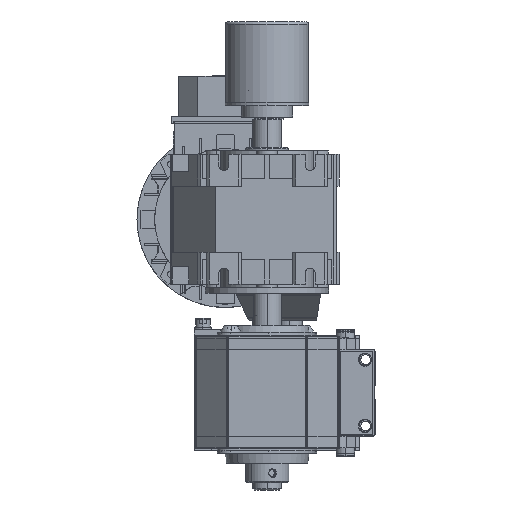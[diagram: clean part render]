
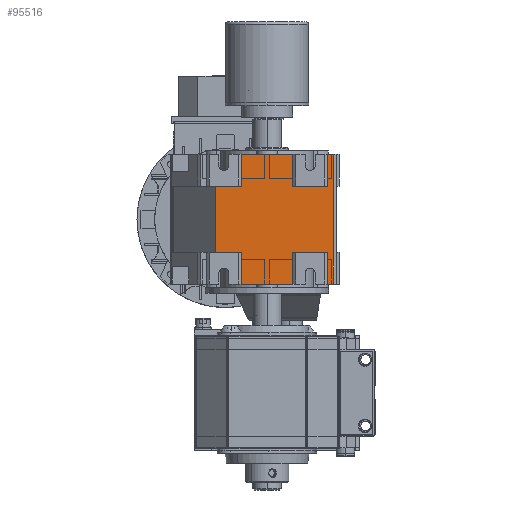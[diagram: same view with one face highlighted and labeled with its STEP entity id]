
A CAD part, left-side view. The second image highlights one B-rep face of the part: STEP entity #95516.
In plain terms, the highlighted planar face has unit normal (-1, 0, 0).
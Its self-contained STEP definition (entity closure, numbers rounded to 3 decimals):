
#415 = EDGE_LOOP ( 'NONE', ( #27676, #27109, #27412, #27599, #27715, #26924, #26911, #27134, #27595, #27447, #27124, #27264, #27429, #27017, #27503, #26895 ) ) ;
#519 = EDGE_CURVE ( 'NONE', #19270, #19265, #19999, .T. ) ;
#592 = EDGE_CURVE ( 'NONE', #19265, #19303, #20113, .T. ) ;
#3401 = EDGE_CURVE ( 'NONE', #19258, #19268, #49645, .T. ) ;
#3416 = EDGE_CURVE ( 'NONE', #19477, #87815, #49697, .T. ) ;
#3462 = EDGE_CURVE ( 'NONE', #19452, #19247, #53328, .T. ) ;
#3467 = EDGE_CURVE ( 'NONE', #19430, #19477, #53344, .T. ) ;
#3468 = EDGE_CURVE ( 'NONE', #19430, #19031, #53348, .T. ) ;
#3469 = EDGE_CURVE ( 'NONE', #19452, #19031, #53352, .T. ) ;
#3477 = EDGE_CURVE ( 'NONE', #19268, #19293, #53389, .T. ) ;
#3489 = EDGE_CURVE ( 'NONE', #19247, #19270, #53452, .T. ) ;
#3504 = EDGE_CURVE ( 'NONE', #19281, #19256, #53533, .T. ) ;
#3522 = EDGE_CURVE ( 'NONE', #19293, #87815, #53635, .T. ) ;
#3535 = EDGE_CURVE ( 'NONE', #19303, #19263, #53701, .T. ) ;
#3553 = EDGE_CURVE ( 'NONE', #19263, #19257, #53800, .T. ) ;
#3555 = EDGE_CURVE ( 'NONE', #19257, #19281, #53812, .T. ) ;
#3558 = EDGE_CURVE ( 'NONE', #19256, #19258, #53776, .T. ) ;
#19031 = VERTEX_POINT ( 'NONE', #63424 ) ;
#19247 = VERTEX_POINT ( 'NONE', #63738 ) ;
#19256 = VERTEX_POINT ( 'NONE', #63752 ) ;
#19257 = VERTEX_POINT ( 'NONE', #63754 ) ;
#19258 = VERTEX_POINT ( 'NONE', #63756 ) ;
#19263 = VERTEX_POINT ( 'NONE', #63762 ) ;
#19265 = VERTEX_POINT ( 'NONE', #63764 ) ;
#19268 = VERTEX_POINT ( 'NONE', #63767 ) ;
#19270 = VERTEX_POINT ( 'NONE', #63771 ) ;
#19281 = VERTEX_POINT ( 'NONE', #63782 ) ;
#19293 = VERTEX_POINT ( 'NONE', #63793 ) ;
#19303 = VERTEX_POINT ( 'NONE', #63803 ) ;
#19430 = VERTEX_POINT ( 'NONE', #63921 ) ;
#19452 = VERTEX_POINT ( 'NONE', #63942 ) ;
#19477 = VERTEX_POINT ( 'NONE', #63966 ) ;
#19999 = LINE ( 'NONE', #47940, #20008 ) ;
#20008 = VECTOR ( 'NONE', #47362, 1000. ) ;
#20113 = LINE ( 'NONE', #47710, #20122 ) ;
#20122 = VECTOR ( 'NONE', #47318, 1000. ) ;
#26895 = ORIENTED_EDGE ( 'NONE', *, *, #3522, .T. ) ;
#26911 = ORIENTED_EDGE ( 'NONE', *, *, #519, .T. ) ;
#26924 = ORIENTED_EDGE ( 'NONE', *, *, #3489, .T. ) ;
#27017 = ORIENTED_EDGE ( 'NONE', *, *, #3401, .T. ) ;
#27109 = ORIENTED_EDGE ( 'NONE', *, *, #3467, .F. ) ;
#27124 = ORIENTED_EDGE ( 'NONE', *, *, #3555, .T. ) ;
#27134 = ORIENTED_EDGE ( 'NONE', *, *, #592, .T. ) ;
#27264 = ORIENTED_EDGE ( 'NONE', *, *, #3504, .T. ) ;
#27412 = ORIENTED_EDGE ( 'NONE', *, *, #3468, .T. ) ;
#27429 = ORIENTED_EDGE ( 'NONE', *, *, #3558, .T. ) ;
#27447 = ORIENTED_EDGE ( 'NONE', *, *, #3553, .T. ) ;
#27503 = ORIENTED_EDGE ( 'NONE', *, *, #3477, .T. ) ;
#27595 = ORIENTED_EDGE ( 'NONE', *, *, #3535, .T. ) ;
#27599 = ORIENTED_EDGE ( 'NONE', *, *, #3469, .F. ) ;
#27676 = ORIENTED_EDGE ( 'NONE', *, *, #3416, .F. ) ;
#27715 = ORIENTED_EDGE ( 'NONE', *, *, #3462, .T. ) ;
#47318 = DIRECTION ( 'NONE',  ( 0., 0., -1. ) ) ;
#47362 = DIRECTION ( 'NONE',  ( 0., -1., 0. ) ) ;
#47710 = CARTESIAN_POINT ( 'NONE',  ( -48., 23., 42. ) ) ;
#47940 = CARTESIAN_POINT ( 'NONE',  ( -48., 45., -18. ) ) ;
#49645 = LINE ( 'NONE', #52433, #49649 ) ;
#49649 = VECTOR ( 'NONE', #52436, 1000. ) ;
#49697 = LINE ( 'NONE', #52502, #49703 ) ;
#49703 = VECTOR ( 'NONE', #52506, 1000. ) ;
#52433 = CARTESIAN_POINT ( 'NONE',  ( -48., -23., 42. ) ) ;
#52436 = DIRECTION ( 'NONE',  ( 0., 0., 1. ) ) ;
#52502 = CARTESIAN_POINT ( 'NONE',  ( -48., 45., 18. ) ) ;
#52506 = DIRECTION ( 'NONE',  ( 0., -1., 0. ) ) ;
#52716 = CARTESIAN_POINT ( 'NONE',  ( -48., 45., 18. ) ) ;
#52718 = DIRECTION ( 'NONE',  ( 0., 1., 0. ) ) ;
#52757 = CARTESIAN_POINT ( 'NONE',  ( -48., -23., -1. ) ) ;
#52760 = DIRECTION ( 'NONE',  ( 0., 0., -1. ) ) ;
#52761 = CARTESIAN_POINT ( 'NONE',  ( -48., 23., 35.987 ) ) ;
#52764 = DIRECTION ( 'NONE',  ( 0., 1., 0. ) ) ;
#52766 = CARTESIAN_POINT ( 'NONE',  ( -48., 23., -1. ) ) ;
#52769 = DIRECTION ( 'NONE',  ( 0., 0., 1. ) ) ;
#52800 = CARTESIAN_POINT ( 'NONE',  ( -48., 45., -18. ) ) ;
#52803 = DIRECTION ( 'NONE',  ( 0., -1., 0. ) ) ;
#52863 = CARTESIAN_POINT ( 'NONE',  ( -48., 45., 42. ) ) ;
#52866 = DIRECTION ( 'NONE',  ( 0., 0., -1. ) ) ;
#52940 = CARTESIAN_POINT ( 'NONE',  ( -48., -45., 42. ) ) ;
#52942 = DIRECTION ( 'NONE',  ( 0., 0., 1. ) ) ;
#53027 = CARTESIAN_POINT ( 'NONE',  ( -48., -45., 42. ) ) ;
#53030 = DIRECTION ( 'NONE',  ( 0., 0., 1. ) ) ;
#53098 = CARTESIAN_POINT ( 'NONE',  ( -48., 45., -42. ) ) ;
#53100 = DIRECTION ( 'NONE',  ( 0., 1., 0. ) ) ;
#53179 = CARTESIAN_POINT ( 'NONE',  ( -48., 45., -42. ) ) ;
#53187 = CARTESIAN_POINT ( 'NONE',  ( -48., 45., 42. ) ) ;
#53190 = DIRECTION ( 'NONE',  ( 0., 0., -1. ) ) ;
#53196 = CARTESIAN_POINT ( 'NONE',  ( -48., 45., -46. ) ) ;
#53199 = DIRECTION ( 'NONE',  ( 0., -1., 0. ) ) ;
#53210 = DIRECTION ( 'NONE',  ( 0., 1., 0. ) ) ;
#53328 = LINE ( 'NONE', #52716, #53332 ) ;
#53332 = VECTOR ( 'NONE', #52718, 1000. ) ;
#53344 = LINE ( 'NONE', #52757, #53350 ) ;
#53348 = LINE ( 'NONE', #52761, #53354 ) ;
#53350 = VECTOR ( 'NONE', #52760, 1000. ) ;
#53352 = LINE ( 'NONE', #52766, #53358 ) ;
#53354 = VECTOR ( 'NONE', #52764, 1000. ) ;
#53358 = VECTOR ( 'NONE', #52769, 1000. ) ;
#53389 = LINE ( 'NONE', #52800, #53398 ) ;
#53398 = VECTOR ( 'NONE', #52803, 1000. ) ;
#53452 = LINE ( 'NONE', #52863, #53461 ) ;
#53461 = VECTOR ( 'NONE', #52866, 1000. ) ;
#53533 = LINE ( 'NONE', #52940, #53542 ) ;
#53542 = VECTOR ( 'NONE', #52942, 1000. ) ;
#53635 = LINE ( 'NONE', #53027, #53644 ) ;
#53644 = VECTOR ( 'NONE', #53030, 1000. ) ;
#53701 = LINE ( 'NONE', #53098, #53710 ) ;
#53710 = VECTOR ( 'NONE', #53100, 1000. ) ;
#53776 = LINE ( 'NONE', #53179, #53839 ) ;
#53800 = LINE ( 'NONE', #53187, #53809 ) ;
#53809 = VECTOR ( 'NONE', #53190, 1000. ) ;
#53812 = LINE ( 'NONE', #53196, #53821 ) ;
#53821 = VECTOR ( 'NONE', #53199, 1000. ) ;
#53839 = VECTOR ( 'NONE', #53210, 1000. ) ;
#63424 = CARTESIAN_POINT ( 'NONE',  ( -48., 23., 35.987 ) ) ;
#63738 = CARTESIAN_POINT ( 'NONE',  ( -48., 45., 18. ) ) ;
#63752 = CARTESIAN_POINT ( 'NONE',  ( -48., -45., -42. ) ) ;
#63754 = CARTESIAN_POINT ( 'NONE',  ( -48., 45., -46. ) ) ;
#63756 = CARTESIAN_POINT ( 'NONE',  ( -48., -23., -42. ) ) ;
#63762 = CARTESIAN_POINT ( 'NONE',  ( -48., 45., -42. ) ) ;
#63764 = CARTESIAN_POINT ( 'NONE',  ( -48., 23., -18. ) ) ;
#63767 = CARTESIAN_POINT ( 'NONE',  ( -48., -23., -18. ) ) ;
#63771 = CARTESIAN_POINT ( 'NONE',  ( -48., 45., -18. ) ) ;
#63782 = CARTESIAN_POINT ( 'NONE',  ( -48., -45., -46. ) ) ;
#63793 = CARTESIAN_POINT ( 'NONE',  ( -48., -45., -18. ) ) ;
#63803 = CARTESIAN_POINT ( 'NONE',  ( -48., 23., -42. ) ) ;
#63921 = CARTESIAN_POINT ( 'NONE',  ( -48., -23., 35.987 ) ) ;
#63942 = CARTESIAN_POINT ( 'NONE',  ( -48., 23., 18. ) ) ;
#63966 = CARTESIAN_POINT ( 'NONE',  ( -48., -23., 18. ) ) ;
#67958 = CARTESIAN_POINT ( 'NONE',  ( -48., -45., 18. ) ) ;
#82901 = AXIS2_PLACEMENT_3D ( 'NONE', #84549, #84553, #84554 ) ;
#84549 = CARTESIAN_POINT ( 'NONE',  ( -48., 45., 42. ) ) ;
#84551 = PLANE ( 'NONE',  #82901 ) ;
#84553 = DIRECTION ( 'NONE',  ( -1., 0., 0. ) ) ;
#84554 = DIRECTION ( 'NONE',  ( 0., 0., 1. ) ) ;
#85142 = FACE_OUTER_BOUND ( 'NONE', #415, .T. ) ;
#87815 = VERTEX_POINT ( 'NONE', #67958 ) ;
#95516 = ADVANCED_FACE ( 'FACE187', ( #85142 ), #84551, .T. ) ;
